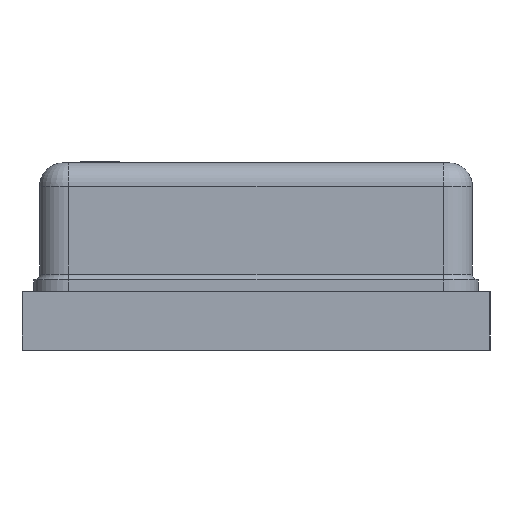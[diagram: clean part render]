
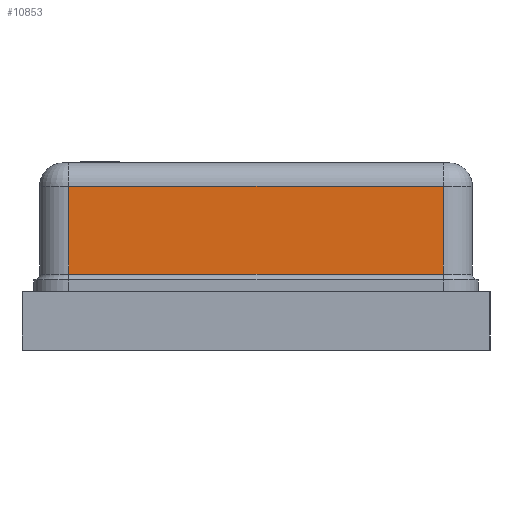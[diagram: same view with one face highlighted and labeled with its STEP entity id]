
A CAD part, left-side view. The second image highlights one B-rep face of the part: STEP entity #10853.
In plain terms, the highlighted planar face has unit normal (-1, 0, 0).
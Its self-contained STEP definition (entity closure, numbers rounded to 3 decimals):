
#120 = CARTESIAN_POINT ( 'NONE',  ( -2.35, -1.6, 0.65 ) ) ;
#267 = DIRECTION ( 'NONE',  ( 0., 1., 0. ) ) ;
#419 = VERTEX_POINT ( 'NONE', #7959 ) ;
#1003 = CARTESIAN_POINT ( 'NONE',  ( -2.35, 1.6, 1.4 ) ) ;
#1062 = LINE ( 'NONE', #5625, #9226 ) ;
#1381 = CARTESIAN_POINT ( 'NONE',  ( -2.35, 1.6, 1.6 ) ) ;
#1494 = DIRECTION ( 'NONE',  ( 0., 0., -1. ) ) ;
#2052 = ORIENTED_EDGE ( 'NONE', *, *, #2573, .T. ) ;
#2499 = CARTESIAN_POINT ( 'NONE',  ( -2.35, -1.6, 1.6 ) ) ;
#2573 = EDGE_CURVE ( 'NONE', #419, #10481, #4045, .T. ) ;
#4045 = LINE ( 'NONE', #120, #5019 ) ;
#4797 = CARTESIAN_POINT ( 'NONE',  ( -2.35, 1.6, 1.6 ) ) ;
#5019 = VECTOR ( 'NONE', #9717, 1000. ) ;
#5625 = CARTESIAN_POINT ( 'NONE',  ( -2.35, 1.6, 1.4 ) ) ;
#5780 = VECTOR ( 'NONE', #13126, 1000. ) ;
#6533 = FACE_OUTER_BOUND ( 'NONE', #10201, .T. ) ;
#7570 = PLANE ( 'NONE',  #12753 ) ;
#7849 = DIRECTION ( 'NONE',  ( 1., 0., 0. ) ) ;
#7959 = CARTESIAN_POINT ( 'NONE',  ( -2.35, 1.6, 0.65 ) ) ;
#8022 = EDGE_CURVE ( 'NONE', #12491, #9744, #1062, .T. ) ;
#8331 = LINE ( 'NONE', #2499, #12846 ) ;
#8373 = ORIENTED_EDGE ( 'NONE', *, *, #12653, .T. ) ;
#8990 = ORIENTED_EDGE ( 'NONE', *, *, #8022, .T. ) ;
#9226 = VECTOR ( 'NONE', #267, 1000. ) ;
#9304 = ORIENTED_EDGE ( 'NONE', *, *, #12077, .F. ) ;
#9717 = DIRECTION ( 'NONE',  ( 0., -1., 0. ) ) ;
#9744 = VERTEX_POINT ( 'NONE', #1003 ) ;
#10201 = EDGE_LOOP ( 'NONE', ( #8373, #2052, #9304, #8990 ) ) ;
#10481 = VERTEX_POINT ( 'NONE', #11192 ) ;
#10853 = ADVANCED_FACE ( 'NONE', ( #6533 ), #7570, .F. ) ;
#11110 = LINE ( 'NONE', #1381, #5780 ) ;
#11133 = CARTESIAN_POINT ( 'NONE',  ( -2.35, -1.6, 1.4 ) ) ;
#11192 = CARTESIAN_POINT ( 'NONE',  ( -2.35, -1.6, 0.65 ) ) ;
#12077 = EDGE_CURVE ( 'NONE', #12491, #10481, #8331, .T. ) ;
#12491 = VERTEX_POINT ( 'NONE', #11133 ) ;
#12653 = EDGE_CURVE ( 'NONE', #9744, #419, #11110, .T. ) ;
#12753 = AXIS2_PLACEMENT_3D ( 'NONE', #4797, #7849, #1494 ) ;
#12846 = VECTOR ( 'NONE', #13087, 1000. ) ;
#13087 = DIRECTION ( 'NONE',  ( 0., 0., -1. ) ) ;
#13126 = DIRECTION ( 'NONE',  ( 0., 0., -1. ) ) ;
